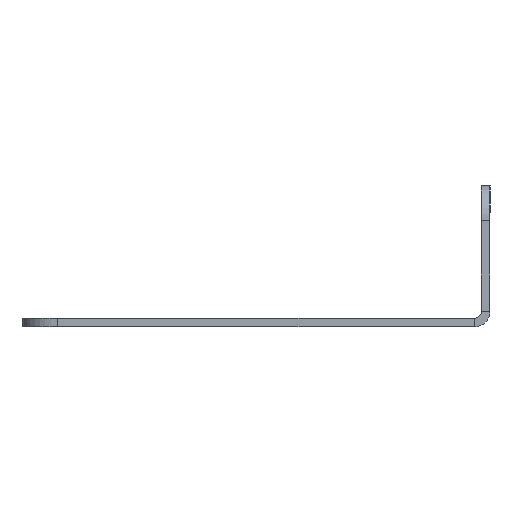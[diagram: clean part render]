
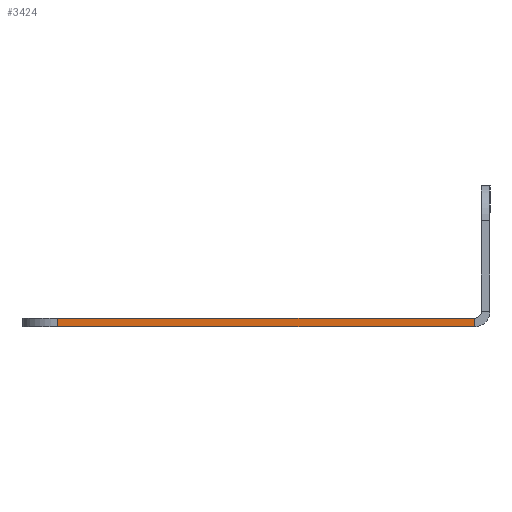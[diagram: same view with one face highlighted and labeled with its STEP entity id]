
A CAD part, left-side view. The second image highlights one B-rep face of the part: STEP entity #3424.
In plain terms, the highlighted planar face has unit normal (-1, 0, 0).
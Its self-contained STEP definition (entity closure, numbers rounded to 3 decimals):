
#61 = LINE ( 'NONE', #797, #2579 ) ;
#116 = DIRECTION ( 'NONE',  ( 0., -1., 0. ) ) ;
#146 = CARTESIAN_POINT ( 'NONE',  ( -236.5, 31.9, 0. ) ) ;
#156 = CARTESIAN_POINT ( 'NONE',  ( -236.5, 31.9, -1.2 ) ) ;
#253 = ORIENTED_EDGE ( 'NONE', *, *, #2262, .T. ) ;
#400 = PLANE ( 'NONE',  #2424 ) ;
#450 = DIRECTION ( 'NONE',  ( 0., 0., 1. ) ) ;
#496 = CARTESIAN_POINT ( 'NONE',  ( -236.5, 26.9, -1.2 ) ) ;
#544 = CARTESIAN_POINT ( 'NONE',  ( -236.5, 26.9, 0. ) ) ;
#797 = CARTESIAN_POINT ( 'NONE',  ( -236.5, 31.9, -1.2 ) ) ;
#801 = CARTESIAN_POINT ( 'NONE',  ( -236.5, 26.9, -1.2 ) ) ;
#1270 = CARTESIAN_POINT ( 'NONE',  ( -236.5, -31.9, -1.2 ) ) ;
#1448 = VECTOR ( 'NONE', #2317, 1000. ) ;
#1513 = ORIENTED_EDGE ( 'NONE', *, *, #3366, .F. ) ;
#1583 = FACE_OUTER_BOUND ( 'NONE', #2339, .T. ) ;
#1691 = EDGE_CURVE ( 'NONE', #1759, #2756, #61, .T. ) ;
#1704 = ORIENTED_EDGE ( 'NONE', *, *, #2616, .T. ) ;
#1759 = VERTEX_POINT ( 'NONE', #801 ) ;
#1876 = LINE ( 'NONE', #496, #2038 ) ;
#2038 = VECTOR ( 'NONE', #2195, 1000. ) ;
#2047 = ORIENTED_EDGE ( 'NONE', *, *, #1691, .T. ) ;
#2138 = VECTOR ( 'NONE', #116, 1000. ) ;
#2139 = VERTEX_POINT ( 'NONE', #544 ) ;
#2142 = CARTESIAN_POINT ( 'NONE',  ( -236.5, -31.9, -1.2 ) ) ;
#2195 = DIRECTION ( 'NONE',  ( 0., 0., -1. ) ) ;
#2262 = EDGE_CURVE ( 'NONE', #2139, #1759, #1876, .T. ) ;
#2317 = DIRECTION ( 'NONE',  ( 0., 0., 1. ) ) ;
#2339 = EDGE_LOOP ( 'NONE', ( #1513, #253, #2047, #1704 ) ) ;
#2424 = AXIS2_PLACEMENT_3D ( 'NONE', #156, #3444, #450 ) ;
#2579 = VECTOR ( 'NONE', #2996, 1000. ) ;
#2616 = EDGE_CURVE ( 'NONE', #2756, #3382, #2995, .T. ) ;
#2756 = VERTEX_POINT ( 'NONE', #2142 ) ;
#2858 = CARTESIAN_POINT ( 'NONE',  ( -236.5, -31.9, 0. ) ) ;
#2867 = LINE ( 'NONE', #146, #2138 ) ;
#2995 = LINE ( 'NONE', #1270, #1448 ) ;
#2996 = DIRECTION ( 'NONE',  ( 0., -1., 0. ) ) ;
#3366 = EDGE_CURVE ( 'NONE', #2139, #3382, #2867, .T. ) ;
#3382 = VERTEX_POINT ( 'NONE', #2858 ) ;
#3424 = ADVANCED_FACE ( 'NONE', ( #1583 ), #400, .T. ) ;
#3444 = DIRECTION ( 'NONE',  ( -1., 0., 0. ) ) ;
